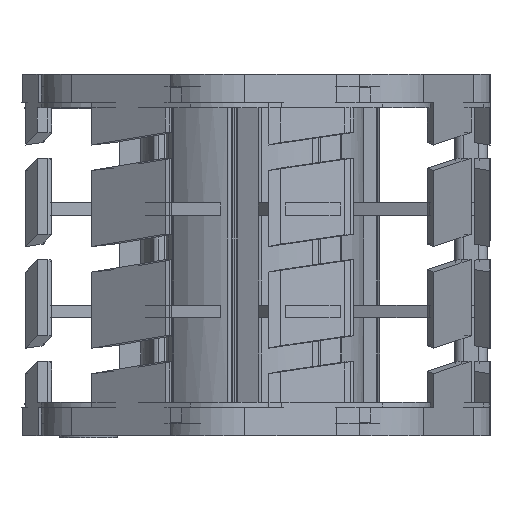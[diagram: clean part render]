
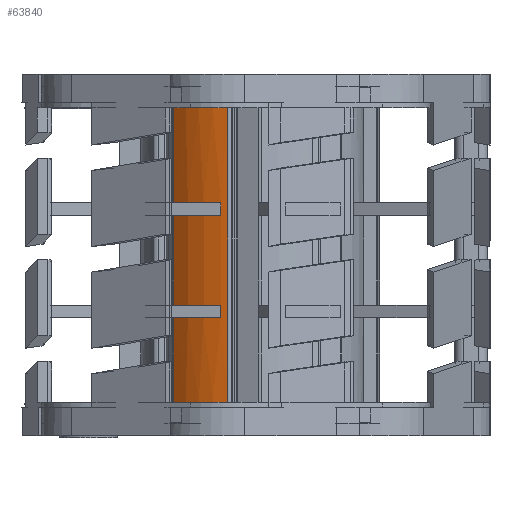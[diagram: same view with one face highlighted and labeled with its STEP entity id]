
A CAD part, left-side view. The second image highlights one B-rep face of the part: STEP entity #63840.
In plain terms, the highlighted cylindrical face has radius 11.61 mm (diameter 23.22 mm), a partial arc.
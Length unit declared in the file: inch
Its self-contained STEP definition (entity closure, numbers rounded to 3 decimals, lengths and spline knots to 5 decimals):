
#1684 = EDGE_CURVE ( 'NONE', #40689, #72755, #21101, .T. ) ;
#1806 = CARTESIAN_POINT ( 'NONE',  ( -0.74811, 0.80994, 0.61024 ) ) ;
#2795 = VERTEX_POINT ( 'NONE', #1806 ) ;
#2933 = DIRECTION ( 'NONE',  ( 0., 0., -1. ) ) ;
#5474 = VERTEX_POINT ( 'NONE', #12044 ) ;
#6798 = CIRCLE ( 'NONE', #34240, 0.45709 ) ;
#6976 = CARTESIAN_POINT ( 'NONE',  ( -0.74059, 0.83871, 0.16457 ) ) ;
#8158 = CARTESIAN_POINT ( 'NONE',  ( -0.74059, 0.83871, 0.21575 ) ) ;
#8265 = VERTEX_POINT ( 'NONE', #8158 ) ;
#8863 = ORIENTED_EDGE ( 'NONE', *, *, #83105, .T. ) ;
#8901 = AXIS2_PLACEMENT_3D ( 'NONE', #57359, #10730, #64946 ) ;
#9026 = ORIENTED_EDGE ( 'NONE', *, *, #94511, .T. ) ;
#10458 = CARTESIAN_POINT ( 'NONE',  ( -0.62461, 1.03304, 0.61024 ) ) ;
#10730 = DIRECTION ( 'NONE',  ( 0., 0., -1. ) ) ;
#11784 = CARTESIAN_POINT ( 'NONE',  ( -0.74811, 0.80994, 0. ) ) ;
#12044 = CARTESIAN_POINT ( 'NONE',  ( -0.62461, 1.03304, -0.25906 ) ) ;
#12948 = VECTOR ( 'NONE', #77200, 39.37008 ) ;
#13092 = VECTOR ( 'NONE', #77899, 39.37008 ) ;
#14200 = ORIENTED_EDGE ( 'NONE', *, *, #82168, .F. ) ;
#14782 = CIRCLE ( 'NONE', #68153, 0.45709 ) ;
#14850 = LINE ( 'NONE', #99034, #12948 ) ;
#15741 = DIRECTION ( 'NONE',  ( 0., 0., -1. ) ) ;
#17484 = EDGE_CURVE ( 'NONE', #40689, #8265, #17874, .T. ) ;
#17874 = LINE ( 'NONE', #55910, #83514 ) ;
#19492 = AXIS2_PLACEMENT_3D ( 'NONE', #88096, #2933, #40913 ) ;
#19938 = LINE ( 'NONE', #82275, #51560 ) ;
#20117 = LINE ( 'NONE', #49519, #91905 ) ;
#20273 = CIRCLE ( 'NONE', #8901, 0.45709 ) ;
#21101 = CIRCLE ( 'NONE', #19492, 0.45709 ) ;
#22169 = LINE ( 'NONE', #24141, #13092 ) ;
#22443 = CARTESIAN_POINT ( 'NONE',  ( -0.74059, 0.83871, -0.20787 ) ) ;
#23692 = EDGE_CURVE ( 'NONE', #5474, #71049, #20117, .T. ) ;
#24141 = CARTESIAN_POINT ( 'NONE',  ( -0.62461, 1.03304, 0. ) ) ;
#24507 = CARTESIAN_POINT ( 'NONE',  ( -0.30232, 0.70891, -0.20787 ) ) ;
#25042 = EDGE_CURVE ( 'NONE', #75805, #8265, #61331, .T. ) ;
#25145 = ORIENTED_EDGE ( 'NONE', *, *, #72577, .F. ) ;
#30136 = CARTESIAN_POINT ( 'NONE',  ( -0.30232, 0.70891, -0.25906 ) ) ;
#30567 = AXIS2_PLACEMENT_3D ( 'NONE', #74879, #76382, #83003 ) ;
#31924 = DIRECTION ( 'NONE',  ( -0.549, -0.836, 0. ) ) ;
#33466 = ORIENTED_EDGE ( 'NONE', *, *, #34981, .T. ) ;
#34240 = AXIS2_PLACEMENT_3D ( 'NONE', #24507, #78266, #65886 ) ;
#34981 = EDGE_CURVE ( 'NONE', #82166, #2795, #96962, .T. ) ;
#35050 = ORIENTED_EDGE ( 'NONE', *, *, #17484, .F. ) ;
#38648 = CARTESIAN_POINT ( 'NONE',  ( -0.62461, 1.03304, -0.20787 ) ) ;
#39241 = DIRECTION ( 'NONE',  ( 0., 0., -1. ) ) ;
#40689 = VERTEX_POINT ( 'NONE', #6976 ) ;
#40775 = EDGE_LOOP ( 'NONE', ( #92179, #87505, #89475, #14200, #9026, #43500, #25145, #33466, #63879, #8863, #51468, #35050 ) ) ;
#40913 = DIRECTION ( 'NONE',  ( -0.549, -0.836, 0. ) ) ;
#41104 = VERTEX_POINT ( 'NONE', #22443 ) ;
#41447 = CARTESIAN_POINT ( 'NONE',  ( -0.74059, 0.83871, -0.25906 ) ) ;
#42803 = CYLINDRICAL_SURFACE ( 'NONE', #65607, 0.45709 ) ;
#43288 = FACE_OUTER_BOUND ( 'NONE', #40775, .T. ) ;
#43500 = ORIENTED_EDGE ( 'NONE', *, *, #23692, .T. ) ;
#45394 = CARTESIAN_POINT ( 'NONE',  ( -0.62461, 1.03304, -0.61024 ) ) ;
#46253 = CARTESIAN_POINT ( 'NONE',  ( -0.74811, 0.80994, -0.61024 ) ) ;
#46344 = DIRECTION ( 'NONE',  ( -0.549, -0.836, 0. ) ) ;
#49294 = DIRECTION ( 'NONE',  ( 0., 0., 1. ) ) ;
#49519 = CARTESIAN_POINT ( 'NONE',  ( -0.62461, 1.03304, 0. ) ) ;
#49961 = VERTEX_POINT ( 'NONE', #41447 ) ;
#50837 = DIRECTION ( 'NONE',  ( 0., 0., -1. ) ) ;
#51468 = ORIENTED_EDGE ( 'NONE', *, *, #25042, .T. ) ;
#51560 = VECTOR ( 'NONE', #50837, 39.37008 ) ;
#51625 = VERTEX_POINT ( 'NONE', #10458 ) ;
#54793 = EDGE_CURVE ( 'NONE', #86243, #41104, #6798, .T. ) ;
#55910 = CARTESIAN_POINT ( 'NONE',  ( -0.74059, 0.83871, 0.16457 ) ) ;
#57359 = CARTESIAN_POINT ( 'NONE',  ( -0.30232, 0.70891, -0.61024 ) ) ;
#58460 = EDGE_CURVE ( 'NONE', #2795, #51625, #14782, .T. ) ;
#61331 = CIRCLE ( 'NONE', #30567, 0.45709 ) ;
#63840 = ADVANCED_FACE ( 'NONE', ( #43288 ), #42803, .T. ) ;
#63879 = ORIENTED_EDGE ( 'NONE', *, *, #58460, .T. ) ;
#64946 = DIRECTION ( 'NONE',  ( -0.549, -0.836, 0. ) ) ;
#65155 = CARTESIAN_POINT ( 'NONE',  ( -0.30232, 0.70891, 0. ) ) ;
#65607 = AXIS2_PLACEMENT_3D ( 'NONE', #65155, #73261, #66135 ) ;
#65730 = DIRECTION ( 'NONE',  ( 0., 0., -1. ) ) ;
#65886 = DIRECTION ( 'NONE',  ( -0.549, -0.836, 0. ) ) ;
#66135 = DIRECTION ( 'NONE',  ( -0.549, -0.836, 0. ) ) ;
#68153 = AXIS2_PLACEMENT_3D ( 'NONE', #85214, #15741, #31924 ) ;
#71049 = VERTEX_POINT ( 'NONE', #45394 ) ;
#72577 = EDGE_CURVE ( 'NONE', #82166, #71049, #20273, .T. ) ;
#72755 = VERTEX_POINT ( 'NONE', #97913 ) ;
#73261 = DIRECTION ( 'NONE',  ( 0., 0., 1. ) ) ;
#74879 = CARTESIAN_POINT ( 'NONE',  ( -0.30232, 0.70891, 0.21575 ) ) ;
#75805 = VERTEX_POINT ( 'NONE', #77074 ) ;
#76382 = DIRECTION ( 'NONE',  ( 0., 0., 1. ) ) ;
#77074 = CARTESIAN_POINT ( 'NONE',  ( -0.62461, 1.03304, 0.21575 ) ) ;
#77200 = DIRECTION ( 'NONE',  ( 0., 0., 1. ) ) ;
#77899 = DIRECTION ( 'NONE',  ( 0., 0., -1. ) ) ;
#78266 = DIRECTION ( 'NONE',  ( 0., 0., 1. ) ) ;
#80841 = EDGE_CURVE ( 'NONE', #72755, #86243, #19938, .T. ) ;
#82166 = VERTEX_POINT ( 'NONE', #46253 ) ;
#82168 = EDGE_CURVE ( 'NONE', #49961, #41104, #14850, .T. ) ;
#82275 = CARTESIAN_POINT ( 'NONE',  ( -0.62461, 1.03304, 0. ) ) ;
#83003 = DIRECTION ( 'NONE',  ( -0.549, -0.836, 0. ) ) ;
#83105 = EDGE_CURVE ( 'NONE', #51625, #75805, #22169, .T. ) ;
#83514 = VECTOR ( 'NONE', #49294, 39.37008 ) ;
#84552 = VECTOR ( 'NONE', #95490, 39.37008 ) ;
#85214 = CARTESIAN_POINT ( 'NONE',  ( -0.30232, 0.70891, 0.61024 ) ) ;
#86243 = VERTEX_POINT ( 'NONE', #38648 ) ;
#87344 = AXIS2_PLACEMENT_3D ( 'NONE', #30136, #39241, #46344 ) ;
#87505 = ORIENTED_EDGE ( 'NONE', *, *, #80841, .T. ) ;
#88096 = CARTESIAN_POINT ( 'NONE',  ( -0.30232, 0.70891, 0.16457 ) ) ;
#89475 = ORIENTED_EDGE ( 'NONE', *, *, #54793, .T. ) ;
#91905 = VECTOR ( 'NONE', #65730, 39.37008 ) ;
#92179 = ORIENTED_EDGE ( 'NONE', *, *, #1684, .T. ) ;
#94511 = EDGE_CURVE ( 'NONE', #49961, #5474, #95486, .T. ) ;
#95486 = CIRCLE ( 'NONE', #87344, 0.45709 ) ;
#95490 = DIRECTION ( 'NONE',  ( 0., 0., 1. ) ) ;
#96962 = LINE ( 'NONE', #11784, #84552 ) ;
#97913 = CARTESIAN_POINT ( 'NONE',  ( -0.62461, 1.03304, 0.16457 ) ) ;
#99034 = CARTESIAN_POINT ( 'NONE',  ( -0.74059, 0.83871, -0.25906 ) ) ;
